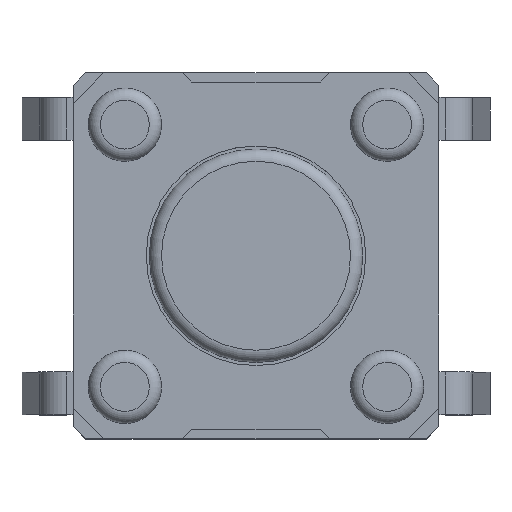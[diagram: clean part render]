
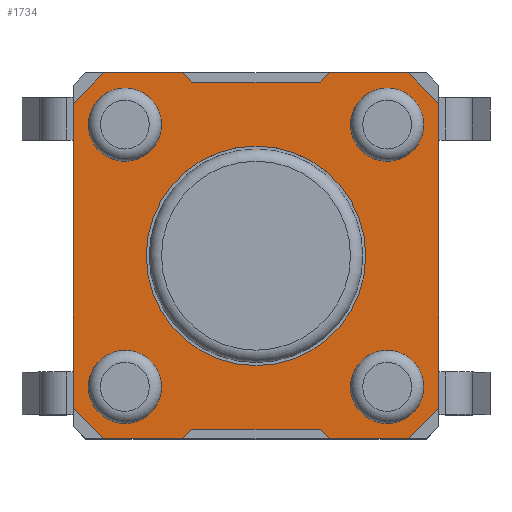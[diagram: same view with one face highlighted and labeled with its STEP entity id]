
A CAD part, top view. The second image highlights one B-rep face of the part: STEP entity #1734.
In plain terms, the highlighted planar face has unit normal (0, 0, 1).
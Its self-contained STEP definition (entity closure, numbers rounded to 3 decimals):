
#13=DIRECTION('',(0.,0.,1.));
#14=DIRECTION('',(1.,0.,-0.));
#27=VECTOR('',#28,1.);
#28=DIRECTION('',(0.,1.,0.));
#34=VECTOR('',#35,1.);
#35=DIRECTION('',(1.,0.,0.));
#42=VECTOR('',#43,1.);
#43=DIRECTION('',(0.,-1.,0.));
#71=VECTOR('',#72,1.);
#72=DIRECTION('',(-1.,0.,0.));
#504=VECTOR('',#505,1.);
#505=DIRECTION('',(0.707,0.707,0.));
#525=DIRECTION('',(-0.707,0.707,0.));
#533=VECTOR('',#525,1.);
#547=VERTEX_POINT('',#548);
#548=CARTESIAN_POINT('',(5.75,0.75,3.4));
#550=ORIENTED_EDGE('',*,*,#551,.T.);
#551=EDGE_CURVE('',#547,#552,#554,.T.);
#552=VERTEX_POINT('',#553);
#553=CARTESIAN_POINT('',(4.45,0.75,3.4));
#554=LINE('',#555,#71);
#555=CARTESIAN_POINT('',(6.25,0.75,3.4));
#569=VECTOR('',#570,1.);
#570=DIRECTION('',(0.707,-0.707,0.));
#576=VECTOR('',#577,1.);
#577=DIRECTION('',(1.,0.,0.));
#587=VERTEX_POINT('',#588);
#588=CARTESIAN_POINT('',(2.05,0.75,3.4));
#590=ORIENTED_EDGE('',*,*,#591,.T.);
#591=EDGE_CURVE('',#587,#592,#554,.T.);
#592=VERTEX_POINT('',#593);
#593=CARTESIAN_POINT('',(0.75,0.75,3.4));
#718=VECTOR('',#719,1.);
#719=DIRECTION('',(-0.707,-0.707,0.));
#767=VERTEX_POINT('',#768);
#768=CARTESIAN_POINT('',(6.25,-4.75,3.4));
#770=ORIENTED_EDGE('',*,*,#771,.T.);
#771=EDGE_CURVE('',#767,#772,#774,.T.);
#772=VERTEX_POINT('',#773);
#773=CARTESIAN_POINT('',(6.25,0.25,3.4));
#774=LINE('',#775,#27);
#775=CARTESIAN_POINT('',(6.25,-5.25,3.4));
#1207=VERTEX_POINT('',#1208);
#1208=CARTESIAN_POINT('',(0.25,0.25,3.4));
#1210=ORIENTED_EDGE('',*,*,#1211,.T.);
#1211=EDGE_CURVE('',#1207,#1212,#1214,.T.);
#1212=VERTEX_POINT('',#1213);
#1213=CARTESIAN_POINT('',(0.25,-4.75,3.4));
#1214=LINE('',#1215,#42);
#1215=CARTESIAN_POINT('',(0.25,0.75,3.4));
#1713=ORIENTED_EDGE('',*,*,#1714,.T.);
#1714=EDGE_CURVE('',#772,#547,#1715,.T.);
#1715=LINE('',#1716,#533);
#1716=CARTESIAN_POINT('',(6.,0.5,3.4));
#1725=VERTEX_POINT('',#1726);
#1726=CARTESIAN_POINT('',(4.3,0.6,3.4));
#1729=EDGE_CURVE('',#1725,#552,#1730,.T.);
#1730=LINE('',#1726,#504);
#1734=ADVANCED_FACE('',(#1735,#1787,#1796,#1805,#1814,#1823),#1832,.T.);
#1735=FACE_BOUND('',#1736,.T.);
#1736=EDGE_LOOP('',(#1737,#1210,#1741,#1747,#1753,#1758,#1765,#1770,#1774,#770,#1713,#550,#1778,#1779,#1784,#590));
#1737=ORIENTED_EDGE('',*,*,#1738,.F.);
#1738=EDGE_CURVE('',#1207,#592,#1739,.T.);
#1739=LINE('',#1740,#504);
#1740=CARTESIAN_POINT('',(0.5,0.5,3.4));
#1741=ORIENTED_EDGE('',*,*,#1742,.F.);
#1742=EDGE_CURVE('',#1743,#1212,#1745,.T.);
#1743=VERTEX_POINT('',#1744);
#1744=CARTESIAN_POINT('',(0.75,-5.25,3.4));
#1745=LINE('',#1746,#533);
#1746=CARTESIAN_POINT('',(0.5,-5.,3.4));
#1747=ORIENTED_EDGE('',*,*,#1748,.T.);
#1748=EDGE_CURVE('',#1743,#1749,#1751,.T.);
#1749=VERTEX_POINT('',#1750);
#1750=CARTESIAN_POINT('',(2.05,-5.25,3.4));
#1751=LINE('',#1752,#34);
#1752=CARTESIAN_POINT('',(0.25,-5.25,3.4));
#1753=ORIENTED_EDGE('',*,*,#1754,.T.);
#1754=EDGE_CURVE('',#1749,#1755,#1757,.T.);
#1755=VERTEX_POINT('',#1756);
#1756=CARTESIAN_POINT('',(2.2,-5.1,3.4));
#1757=LINE('',#1750,#504);
#1758=ORIENTED_EDGE('',*,*,#1759,.T.);
#1759=EDGE_CURVE('',#1755,#1760,#1762,.T.);
#1760=VERTEX_POINT('',#1761);
#1761=CARTESIAN_POINT('',(4.3,-5.1,3.4));
#1762=LINE('',#1756,#1763);
#1763=VECTOR('',#1764,1.);
#1764=DIRECTION('',(1.,0.,0.));
#1765=ORIENTED_EDGE('',*,*,#1766,.T.);
#1766=EDGE_CURVE('',#1760,#1767,#1769,.T.);
#1767=VERTEX_POINT('',#1768);
#1768=CARTESIAN_POINT('',(4.45,-5.25,3.4));
#1769=LINE('',#1761,#569);
#1770=ORIENTED_EDGE('',*,*,#1771,.T.);
#1771=EDGE_CURVE('',#1767,#1772,#1751,.T.);
#1772=VERTEX_POINT('',#1773);
#1773=CARTESIAN_POINT('',(5.75,-5.25,3.4));
#1774=ORIENTED_EDGE('',*,*,#1775,.F.);
#1775=EDGE_CURVE('',#767,#1772,#1776,.T.);
#1776=LINE('',#1777,#718);
#1777=CARTESIAN_POINT('',(6.,-5.,3.4));
#1778=ORIENTED_EDGE('',*,*,#1729,.F.);
#1779=ORIENTED_EDGE('',*,*,#1780,.F.);
#1780=EDGE_CURVE('',#1781,#1725,#1783,.T.);
#1781=VERTEX_POINT('',#1782);
#1782=CARTESIAN_POINT('',(2.2,0.6,3.4));
#1783=LINE('',#1782,#576);
#1784=ORIENTED_EDGE('',*,*,#1785,.F.);
#1785=EDGE_CURVE('',#587,#1781,#1786,.T.);
#1786=LINE('',#588,#569);
#1787=FACE_BOUND('',#1788,.T.);
#1788=EDGE_LOOP('',(#1789));
#1789=ORIENTED_EDGE('',*,*,#1790,.F.);
#1790=EDGE_CURVE('',#1791,#1791,#1793,.T.);
#1791=VERTEX_POINT('',#1792);
#1792=CARTESIAN_POINT('',(1.7,-4.4,3.4));
#1793=CIRCLE('',#1794,0.6);
#1794=AXIS2_PLACEMENT_3D('',#1795,#13,#14);
#1795=CARTESIAN_POINT('',(1.1,-4.4,3.4));
#1796=FACE_BOUND('',#1797,.T.);
#1797=EDGE_LOOP('',(#1798));
#1798=ORIENTED_EDGE('',*,*,#1799,.F.);
#1799=EDGE_CURVE('',#1800,#1800,#1802,.T.);
#1800=VERTEX_POINT('',#1801);
#1801=CARTESIAN_POINT('',(6.,-4.4,3.4));
#1802=CIRCLE('',#1803,0.6);
#1803=AXIS2_PLACEMENT_3D('',#1804,#13,#14);
#1804=CARTESIAN_POINT('',(5.4,-4.4,3.4));
#1805=FACE_BOUND('',#1806,.T.);
#1806=EDGE_LOOP('',(#1807));
#1807=ORIENTED_EDGE('',*,*,#1808,.F.);
#1808=EDGE_CURVE('',#1809,#1809,#1811,.T.);
#1809=VERTEX_POINT('',#1810);
#1810=CARTESIAN_POINT('',(5.05,-2.25,3.4));
#1811=CIRCLE('',#1812,1.8);
#1812=AXIS2_PLACEMENT_3D('',#1813,#13,#35);
#1813=CARTESIAN_POINT('',(3.25,-2.25,3.4));
#1814=FACE_BOUND('',#1815,.T.);
#1815=EDGE_LOOP('',(#1816));
#1816=ORIENTED_EDGE('',*,*,#1817,.F.);
#1817=EDGE_CURVE('',#1818,#1818,#1820,.T.);
#1818=VERTEX_POINT('',#1819);
#1819=CARTESIAN_POINT('',(1.7,-0.1,3.4));
#1820=CIRCLE('',#1821,0.6);
#1821=AXIS2_PLACEMENT_3D('',#1822,#13,#14);
#1822=CARTESIAN_POINT('',(1.1,-0.1,3.4));
#1823=FACE_BOUND('',#1824,.T.);
#1824=EDGE_LOOP('',(#1825));
#1825=ORIENTED_EDGE('',*,*,#1826,.F.);
#1826=EDGE_CURVE('',#1827,#1827,#1829,.T.);
#1827=VERTEX_POINT('',#1828);
#1828=CARTESIAN_POINT('',(6.,-0.1,3.4));
#1829=CIRCLE('',#1830,0.6);
#1830=AXIS2_PLACEMENT_3D('',#1831,#13,#14);
#1831=CARTESIAN_POINT('',(5.4,-0.1,3.4));
#1832=PLANE('',#1812);
